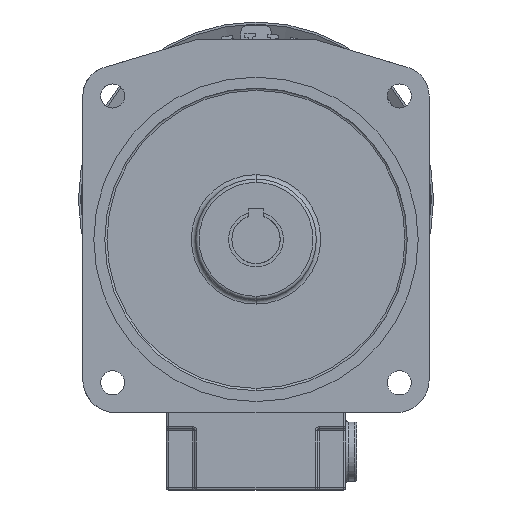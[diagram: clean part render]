
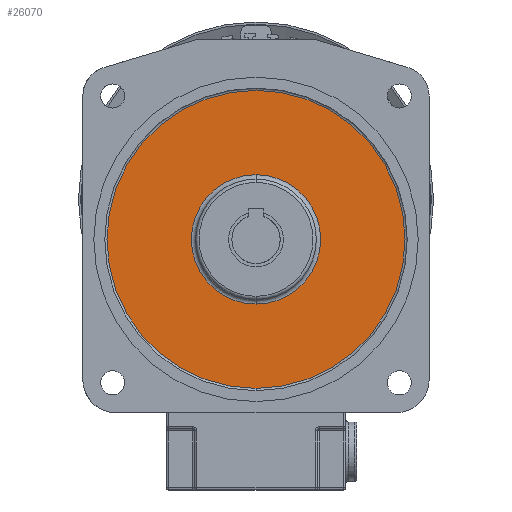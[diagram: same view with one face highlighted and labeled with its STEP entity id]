
A CAD part, front view. The second image highlights one B-rep face of the part: STEP entity #26070.
In plain terms, the highlighted planar face has unit normal (0, -1, 0).
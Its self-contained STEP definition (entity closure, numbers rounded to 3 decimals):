
#552 = CARTESIAN_POINT ( 'NONE',  ( 0., 2., -18.17 ) ) ;
#857 = EDGE_LOOP ( 'NONE', ( #7818, #13598 ) ) ;
#1556 = AXIS2_PLACEMENT_3D ( 'NONE', #552, #24543, #29524 ) ;
#1645 = AXIS2_PLACEMENT_3D ( 'NONE', #11624, #21103, #26247 ) ;
#2117 = PLANE ( 'NONE',  #1645 ) ;
#2560 = CIRCLE ( 'NONE', #1556, 68. ) ;
#2758 = CARTESIAN_POINT ( 'NONE',  ( 0., 2., -18.17 ) ) ;
#3238 = DIRECTION ( 'NONE',  ( 0., 0., -1. ) ) ;
#3547 = EDGE_CURVE ( 'NONE', #22673, #25407, #4817, .T. ) ;
#4817 = CIRCLE ( 'NONE', #22238, 29.5 ) ;
#6157 = EDGE_CURVE ( 'NONE', #13296, #16670, #17468, .T. ) ;
#6580 = CIRCLE ( 'NONE', #23996, 29.5 ) ;
#6619 = EDGE_CURVE ( 'NONE', #16670, #13296, #2560, .T. ) ;
#7818 = ORIENTED_EDGE ( 'NONE', *, *, #3547, .F. ) ;
#9305 = DIRECTION ( 'NONE',  ( 0., 0., 1. ) ) ;
#10914 = CARTESIAN_POINT ( 'NONE',  ( 0., 2., -47.67 ) ) ;
#11624 = CARTESIAN_POINT ( 'NONE',  ( 0., 2., 0. ) ) ;
#11976 = ORIENTED_EDGE ( 'NONE', *, *, #6619, .F. ) ;
#12254 = DIRECTION ( 'NONE',  ( 0., -1., 0. ) ) ;
#12283 = CARTESIAN_POINT ( 'NONE',  ( 0., 2., -86.17 ) ) ;
#12608 = CARTESIAN_POINT ( 'NONE',  ( 0., 2., 11.33 ) ) ;
#12889 = CARTESIAN_POINT ( 'NONE',  ( 0., 2., -18.17 ) ) ;
#13047 = DIRECTION ( 'NONE',  ( 0., 1., 0. ) ) ;
#13296 = VERTEX_POINT ( 'NONE', #12283 ) ;
#13598 = ORIENTED_EDGE ( 'NONE', *, *, #28060, .F. ) ;
#13942 = FACE_OUTER_BOUND ( 'NONE', #29174, .T. ) ;
#13985 = AXIS2_PLACEMENT_3D ( 'NONE', #12889, #13047, #3238 ) ;
#16496 = CARTESIAN_POINT ( 'NONE',  ( 0., 2., -18.17 ) ) ;
#16670 = VERTEX_POINT ( 'NONE', #23112 ) ;
#17468 = CIRCLE ( 'NONE', #13985, 68. ) ;
#18909 = FACE_BOUND ( 'NONE', #857, .T. ) ;
#21103 = DIRECTION ( 'NONE',  ( 0., -1., 0. ) ) ;
#21304 = DIRECTION ( 'NONE',  ( 0., 0., -1. ) ) ;
#22238 = AXIS2_PLACEMENT_3D ( 'NONE', #16496, #23650, #21304 ) ;
#22369 = ORIENTED_EDGE ( 'NONE', *, *, #6157, .F. ) ;
#22673 = VERTEX_POINT ( 'NONE', #10914 ) ;
#23112 = CARTESIAN_POINT ( 'NONE',  ( 0., 2., 49.83 ) ) ;
#23650 = DIRECTION ( 'NONE',  ( 0., -1., 0. ) ) ;
#23996 = AXIS2_PLACEMENT_3D ( 'NONE', #2758, #12254, #9305 ) ;
#24543 = DIRECTION ( 'NONE',  ( 0., 1., 0. ) ) ;
#25407 = VERTEX_POINT ( 'NONE', #12608 ) ;
#26070 = ADVANCED_FACE ( 'NONE', ( #13942, #18909 ), #2117, .T. ) ;
#26247 = DIRECTION ( 'NONE',  ( 0., 0., -1. ) ) ;
#28060 = EDGE_CURVE ( 'NONE', #25407, #22673, #6580, .T. ) ;
#29174 = EDGE_LOOP ( 'NONE', ( #22369, #11976 ) ) ;
#29524 = DIRECTION ( 'NONE',  ( 0., 0., 1. ) ) ;
